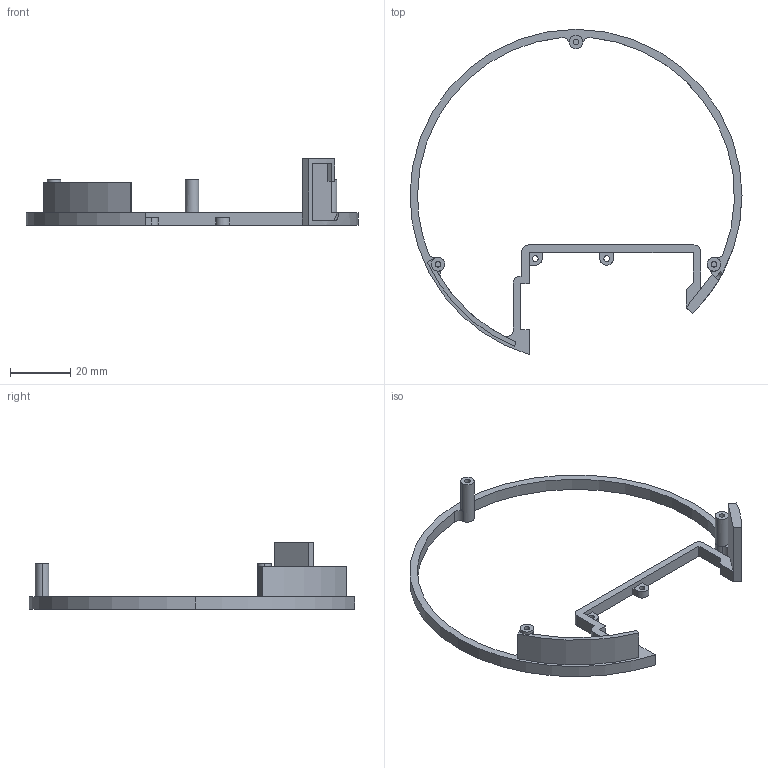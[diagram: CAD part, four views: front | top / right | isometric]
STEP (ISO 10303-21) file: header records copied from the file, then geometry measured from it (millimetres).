
FILE_DESCRIPTION (( 'STEP AP214' ), '1' );
FILE_NAME ('cagehull.STEP', '2025-11-19T11:24:18', ( '' ), ( '' ), 'SwSTEP 2.0', 'SolidWorks 2025', '' );
FILE_SCHEMA (( 'AUTOMOTIVE_DESIGN' ));
Length unit declared in the file: millimetre
Products named in the file (1): cagehull
Bounding box: 110 x 107.78 x 22 mm (x, y, z)
Volume: 5895.9 mm3; surface area: 7316.7 mm2
Topology: 1 solids, 1 shells, 85 faces, 237 edges, 156 vertices
Faces by surface type: plane 45, cylinder 40
Entity records: 2806 total; most frequent: DIRECTION 503, CARTESIAN_POINT 494, ORIENTED_EDGE 474, EDGE_CURVE 237, AXIS2_PLACEMENT_3D 181, VERTEX_POINT 156, LINE 141, VECTOR 141
